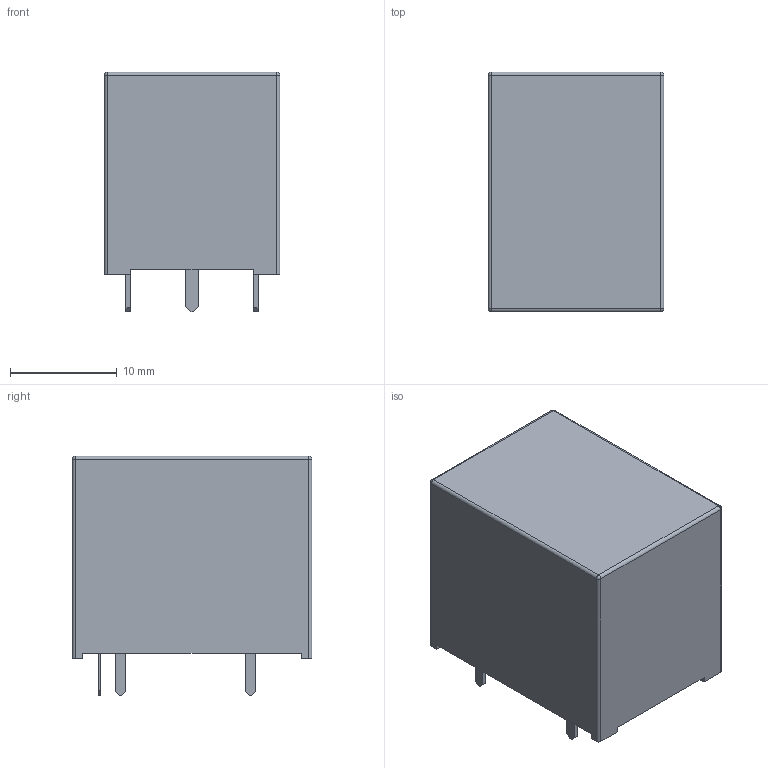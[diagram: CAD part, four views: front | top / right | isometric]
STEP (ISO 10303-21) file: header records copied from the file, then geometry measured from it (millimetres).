
FILE_DESCRIPTION(('FreeCAD Model'),'2;1');
FILE_NAME('Relay_SPDT_Omron-G5LE-1.step', '2019-05-17T22:06:03',('kicad StepUp'),('ksu MCAD'), 'Open CASCADE STEP processor 7.3','FreeCAD','Unknown');
FILE_SCHEMA(('AUTOMOTIVE_DESIGN { 1 0 10303 214 1 1 1 1 }'));
Length unit declared in the file: millimetre
Products named in the file (1): Relay_SPDT_Omron-G5LE-1
Bounding box: 16.5 x 22.5 x 22.5 mm (x, y, z)
Volume: 6877.2 mm3; surface area: 2232.9 mm2
Topology: 1 solids, 1 shells, 65 faces, 166 edges, 104 vertices
Faces by surface type: plane 53, cylinder 8, sphere 4
Entity records: 2364 total; most frequent: CARTESIAN_POINT 332, ORIENTED_EDGE 324, DIRECTION 310, EDGE_CURVE 162, LINE 146, VECTOR 146, VERTEX_POINT 104, AXIS2_PLACEMENT_3D 82
